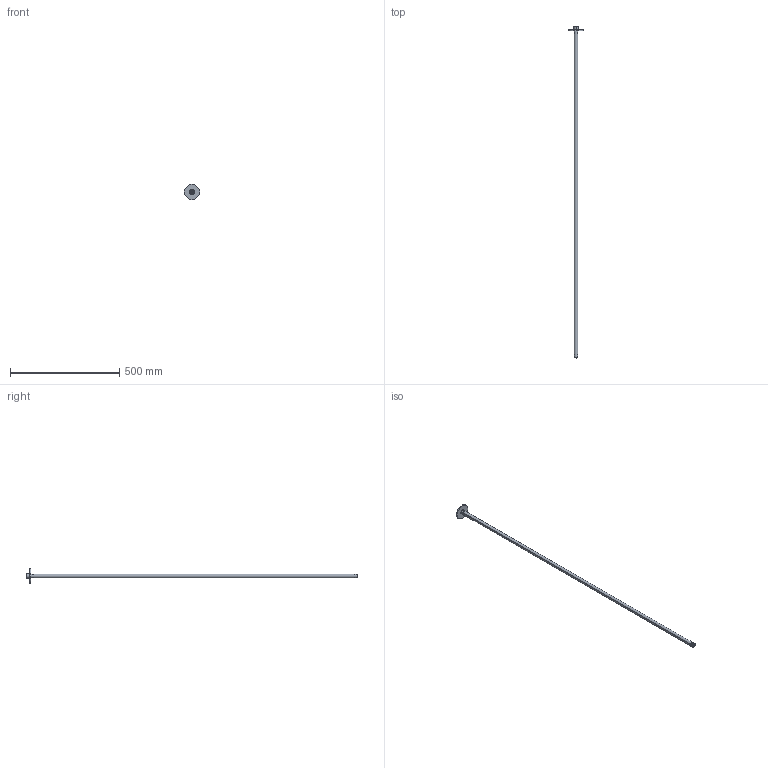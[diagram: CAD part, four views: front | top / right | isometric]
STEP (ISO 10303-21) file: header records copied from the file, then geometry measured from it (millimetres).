
FILE_DESCRIPTION (( 'STEP AP214' ), '1' );
FILE_NAME ('BIC.0007 3D.STEP', '2023-01-19T12:02:09', ( '' ), ( '' ), 'SwSTEP 2.0', 'SolidWorks 2022', '' );
FILE_SCHEMA (( 'AUTOMOTIVE_DESIGN' ));
Length unit declared in the file: millimetre
Products named in the file (6): 0346.001.00.STEP; BIC.0007.STEP; 0041.008.00.STEP; BIC.0007 3D; 0346.003.00.STEP; 011101102300.STEP
Assembly tree (5 placements, depth 3):
  BIC.0007 3D
    BIC.0007.STEP
      0346.001.00.STEP
      0346.003.00.STEP
      011101102300.STEP
      0041.008.00.STEP
Bounding box: 70 x 1518 x 70 mm (x, y, z)
Volume: 137234.3 mm3; surface area: 168713.6 mm2
Topology: 4 solids, 4 shells, 133 faces, 312 edges, 199 vertices
Faces by surface type: plane 65, cylinder 42, cone 18, torus 8
Entity records: 4183 total; most frequent: CARTESIAN_POINT 763, DIRECTION 744, ORIENTED_EDGE 620, EDGE_CURVE 310, AXIS2_PLACEMENT_3D 298, VERTEX_POINT 199, CIRCLE 156, EDGE_LOOP 153
